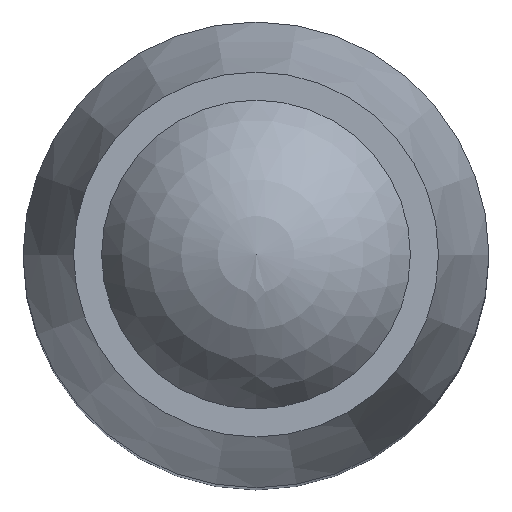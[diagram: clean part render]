
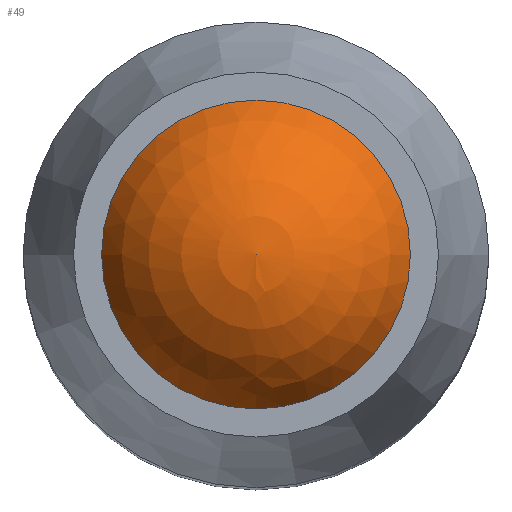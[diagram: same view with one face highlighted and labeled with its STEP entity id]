
A CAD part, top view. The second image highlights one B-rep face of the part: STEP entity #49.
In plain terms, the highlighted spherical face has radius 4.365 mm.
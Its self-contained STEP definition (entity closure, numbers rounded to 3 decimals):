
#49 = ADVANCED_FACE( '', ( #108, #109 ), #110, .T. );
#108 = FACE_BOUND( '', #179, .T. );
#109 = FACE_OUTER_BOUND( '', #180, .T. );
#110 = SPHERICAL_SURFACE( '', #181, 4.366 );
#179 = VERTEX_LOOP( '', #261 );
#180 = EDGE_LOOP( '', ( #262 ) );
#181 = AXIS2_PLACEMENT_3D( '', #263, #264, #265 );
#261 = VERTEX_POINT( '', #398 );
#262 = ORIENTED_EDGE( '', *, *, #399, .T. );
#263 = CARTESIAN_POINT( '', ( 0., 0., 36.88 ) );
#264 = DIRECTION( '', ( 0., 0., 1. ) );
#265 = DIRECTION( '', ( 0., -1., 0. ) );
#398 = CARTESIAN_POINT( '', ( 0., 0., 41.246 ) );
#399 = EDGE_CURVE( '', #465, #465, #466, .T. );
#465 = VERTEX_POINT( '', #553 );
#466 = CIRCLE( '', #554, 3.977 );
#553 = CARTESIAN_POINT( '', ( 3.977, 0., 38.68 ) );
#554 = AXIS2_PLACEMENT_3D( '', #632, #633, #634 );
#632 = CARTESIAN_POINT( '', ( 0., 0., 38.68 ) );
#633 = DIRECTION( '', ( 0., 0., 1. ) );
#634 = DIRECTION( '', ( 1., 0., 0. ) );
